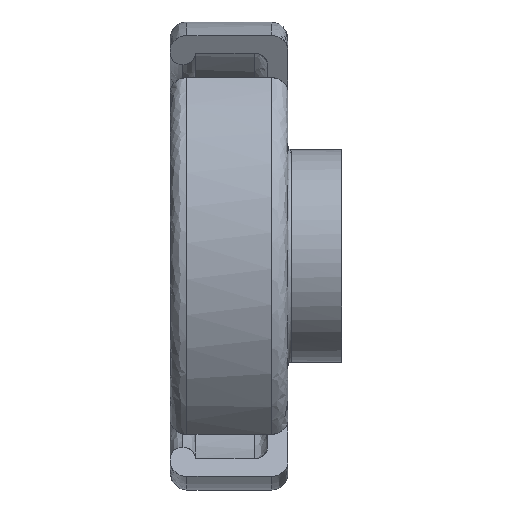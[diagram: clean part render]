
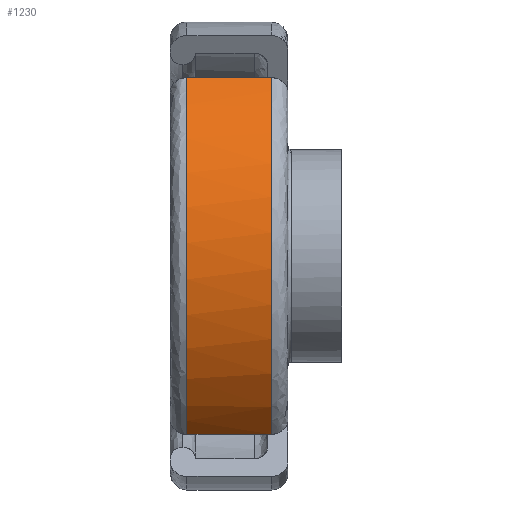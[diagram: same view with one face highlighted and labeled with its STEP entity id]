
A CAD part, left-side view. The second image highlights one B-rep face of the part: STEP entity #1230.
In plain terms, the highlighted free-form (B-spline) face has degree [2, 1] with [3, 2] control points.
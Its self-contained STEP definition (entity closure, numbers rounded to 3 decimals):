
#1230 = ADVANCED_FACE('',(#1231),#1263,.T.);
#1231 = FACE_BOUND('',#1232,.T.);
#1232 = EDGE_LOOP('',(#1233,#1243,#1250,#1258));
#1233 = ORIENTED_EDGE('',*,*,#1234,.F.);
#1234 = EDGE_CURVE('',#1235,#1237,#1239,.T.);
#1235 = VERTEX_POINT('',#1236);
#1236 = CARTESIAN_POINT('',(-23.569,12.568,
    27.731));
#1237 = VERTEX_POINT('',#1238);
#1238 = CARTESIAN_POINT('',(-23.569,12.568,-27.731
    ));
#1239 = ( BOUNDED_CURVE() B_SPLINE_CURVE(2,(#1240,#1241,#1242),
.UNSPECIFIED.,.F.,.F.) B_SPLINE_CURVE_WITH_KNOTS((3,3),(
0.,1.733),.PIECEWISE_BEZIER_KNOTS.) CURVE() 
GEOMETRIC_REPRESENTATION_ITEM() RATIONAL_B_SPLINE_CURVE((1.,
0.648,1.)) REPRESENTATION_ITEM('') );
#1240 = CARTESIAN_POINT('',(-23.569,12.568,
    27.731));
#1241 = CARTESIAN_POINT('',(-56.197,12.568,
    0.));
#1242 = CARTESIAN_POINT('',(-23.569,12.568,
    -27.731));
#1243 = ORIENTED_EDGE('',*,*,#1244,.F.);
#1244 = EDGE_CURVE('',#1245,#1235,#1247,.T.);
#1245 = VERTEX_POINT('',#1246);
#1246 = CARTESIAN_POINT('',(-23.569,-0.524,
    27.731));
#1247 = B_SPLINE_CURVE_WITH_KNOTS('',1,(#1248,#1249),.UNSPECIFIED.,.F.,
  .F.,(2,2),(0.,12.5),.PIECEWISE_BEZIER_KNOTS.);
#1248 = CARTESIAN_POINT('',(-23.569,-0.524,
    27.731));
#1249 = CARTESIAN_POINT('',(-23.569,12.568,
    27.731));
#1250 = ORIENTED_EDGE('',*,*,#1251,.F.);
#1251 = EDGE_CURVE('',#1252,#1245,#1254,.T.);
#1252 = VERTEX_POINT('',#1253);
#1253 = CARTESIAN_POINT('',(-23.569,-0.524,
    -27.731));
#1254 = ( BOUNDED_CURVE() B_SPLINE_CURVE(2,(#1255,#1256,#1257),
.UNSPECIFIED.,.F.,.F.) B_SPLINE_CURVE_WITH_KNOTS((3,3),(0.,
1.733),.PIECEWISE_BEZIER_KNOTS.) CURVE() 
GEOMETRIC_REPRESENTATION_ITEM() RATIONAL_B_SPLINE_CURVE((1.,
0.648,1.)) REPRESENTATION_ITEM('') );
#1255 = CARTESIAN_POINT('',(-23.569,-0.524,
    -27.731));
#1256 = CARTESIAN_POINT('',(-56.197,-0.524,
    0.));
#1257 = CARTESIAN_POINT('',(-23.569,-0.524,
    27.731));
#1258 = ORIENTED_EDGE('',*,*,#1259,.F.);
#1259 = EDGE_CURVE('',#1237,#1252,#1260,.T.);
#1260 = B_SPLINE_CURVE_WITH_KNOTS('',1,(#1261,#1262),.UNSPECIFIED.,.F.,
  .F.,(2,2),(0.,12.5),.PIECEWISE_BEZIER_KNOTS.);
#1261 = CARTESIAN_POINT('',(-23.569,12.568,
    -27.731));
#1262 = CARTESIAN_POINT('',(-23.569,-0.524,
    -27.731));
#1263 = ( BOUNDED_SURFACE() B_SPLINE_SURFACE(2,1,(
    (#1264,#1265)
    ,(#1266,#1267)
    ,(#1268,#1269
)),.UNSPECIFIED.,.F.,.F.,.F.) B_SPLINE_SURFACE_WITH_KNOTS((3,3),(2,2),(
    0.704,2.437),(0.,12.5),.PIECEWISE_BEZIER_KNOTS.) 
GEOMETRIC_REPRESENTATION_ITEM() RATIONAL_B_SPLINE_SURFACE((
    (1.,1.)
    ,(0.648,0.648)
,(1.,1.))) REPRESENTATION_ITEM('') SURFACE() );
#1264 = CARTESIAN_POINT('',(-23.569,12.568,
    -27.731));
#1265 = CARTESIAN_POINT('',(-23.569,-0.524,
    -27.731));
#1266 = CARTESIAN_POINT('',(-56.197,12.568,
    0.));
#1267 = CARTESIAN_POINT('',(-56.197,-0.524,
    0.));
#1268 = CARTESIAN_POINT('',(-23.569,12.568,
    27.731));
#1269 = CARTESIAN_POINT('',(-23.569,-0.524,
    27.731));
